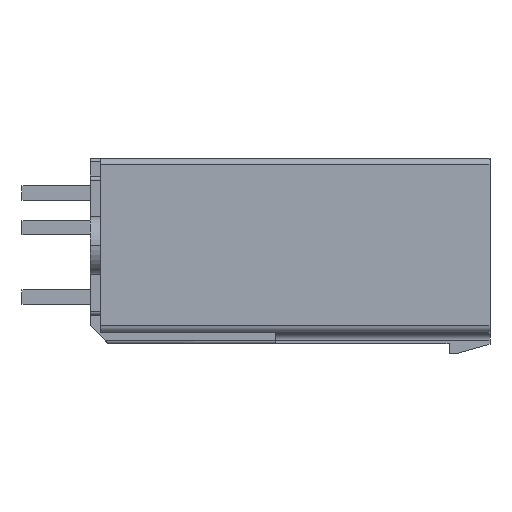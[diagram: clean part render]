
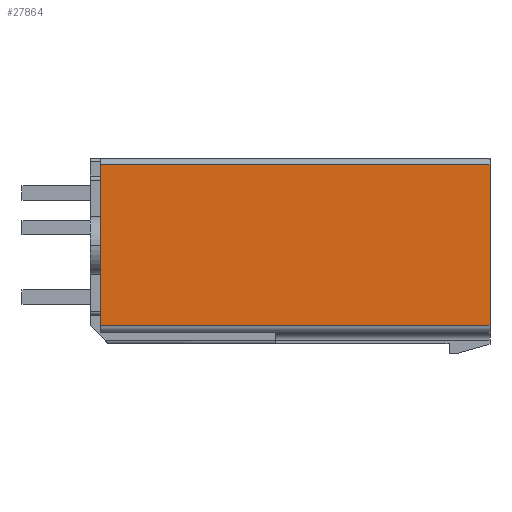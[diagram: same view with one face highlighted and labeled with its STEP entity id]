
A CAD part, front view. The second image highlights one B-rep face of the part: STEP entity #27864.
In plain terms, the highlighted planar face has unit normal (0, -1, 0).
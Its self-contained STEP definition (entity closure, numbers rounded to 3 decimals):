
#2470=DIRECTION('',(0.,0.,1.));
#2471=VECTOR('',#2470,11.733);
#2472=CARTESIAN_POINT('',(14.625,-6.22,-5.055));
#2473=LINE('',#2472,#2471);
#8194=DIRECTION('',(0.,0.,1.));
#8195=VECTOR('',#8194,11.733);
#8196=CARTESIAN_POINT('',(-13.875,-6.22,-5.055));
#8197=LINE('',#8196,#8195);
#9317=DIRECTION('',(-1.,0.,0.));
#9318=VECTOR('',#9317,28.5);
#9319=CARTESIAN_POINT('',(14.625,-6.22,-5.055));
#9320=LINE('',#9319,#9318);
#9321=DIRECTION('',(-1.,0.,0.));
#9322=VECTOR('',#9321,28.5);
#9323=CARTESIAN_POINT('',(14.625,-6.22,6.678));
#9324=LINE('',#9323,#9322);
#15625=CARTESIAN_POINT('',(14.625,-6.22,6.678));
#15627=VERTEX_POINT('',#15625);
#15642=CARTESIAN_POINT('',(14.625,-6.22,-5.055));
#15644=VERTEX_POINT('',#15642);
#15645=CARTESIAN_POINT('',(-13.875,-6.22,6.678));
#15647=VERTEX_POINT('',#15645);
#15650=CARTESIAN_POINT('',(-13.875,-6.22,-5.055));
#15652=VERTEX_POINT('',#15650);
#27852=CARTESIAN_POINT('',(14.625,-6.22,-5.055));
#27853=DIRECTION('',(0.,1.,0.));
#27854=DIRECTION('',(0.,0.,1.));
#27855=AXIS2_PLACEMENT_3D('',#27852,#27853,#27854);
#27856=PLANE('',#27855);
#27857=ORIENTED_EDGE('',*,*,#16390,.F.);
#27858=ORIENTED_EDGE('',*,*,#27847,.T.);
#27859=ORIENTED_EDGE('',*,*,#26786,.T.);
#27861=ORIENTED_EDGE('',*,*,#27860,.F.);
#27862=EDGE_LOOP('',(#27857,#27858,#27859,#27861));
#27863=FACE_OUTER_BOUND('',#27862,.F.);
#27864=ADVANCED_FACE('',(#27863),#27856,.F.);
#16390=EDGE_CURVE('',#15644,#15627,#2473,.T.);
#26786=EDGE_CURVE('',#15652,#15647,#8197,.T.);
#27847=EDGE_CURVE('',#15644,#15652,#9320,.T.);
#27860=EDGE_CURVE('',#15627,#15647,#9324,.T.);
